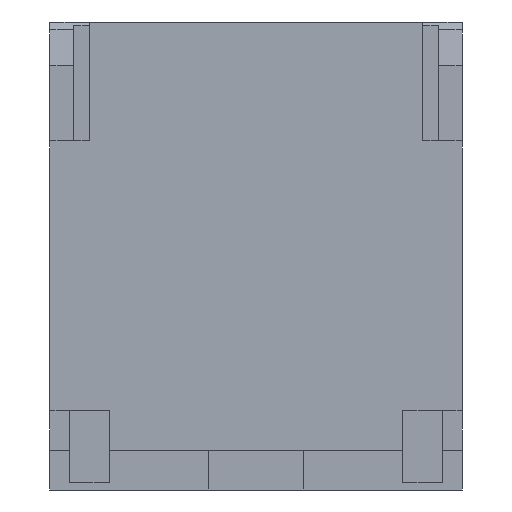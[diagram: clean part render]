
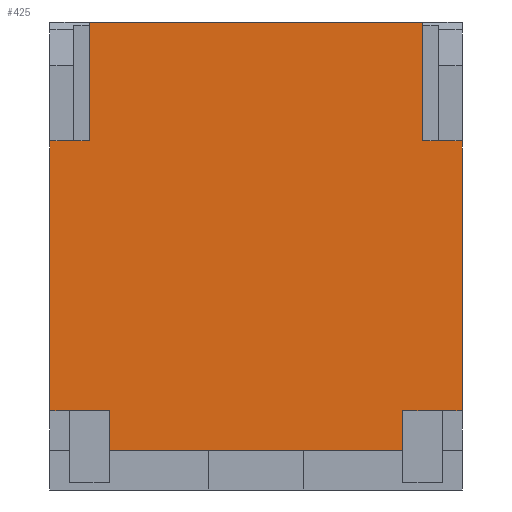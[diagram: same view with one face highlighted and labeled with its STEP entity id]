
A CAD part, front view. The second image highlights one B-rep face of the part: STEP entity #425.
In plain terms, the highlighted planar face has unit normal (0, -1, 0).
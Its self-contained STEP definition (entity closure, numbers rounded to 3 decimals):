
#14 = VERTEX_POINT ( 'NONE', #936 ) ;
#30 = ORIENTED_EDGE ( 'NONE', *, *, #3855, .T. ) ;
#41 = EDGE_CURVE ( 'NONE', #877, #14, #996, .T. ) ;
#291 = EDGE_CURVE ( 'NONE', #294, #295, #1742, .T. ) ;
#292 = VERTEX_POINT ( 'NONE', #1794 ) ;
#293 = EDGE_CURVE ( 'NONE', #598, #294, #1793, .T. ) ;
#294 = VERTEX_POINT ( 'NONE', #1789 ) ;
#295 = VERTEX_POINT ( 'NONE', #1788 ) ;
#296 = ORIENTED_EDGE ( 'NONE', *, *, #291, .T. ) ;
#297 = ORIENTED_EDGE ( 'NONE', *, *, #298, .T. ) ;
#298 = EDGE_CURVE ( 'NONE', #295, #292, #1787, .T. ) ;
#335 = EDGE_CURVE ( 'NONE', #336, #396, #1904, .T. ) ;
#336 = VERTEX_POINT ( 'NONE', #1900 ) ;
#396 = VERTEX_POINT ( 'NONE', #1988 ) ;
#424 = VERTEX_POINT ( 'NONE', #2014 ) ;
#425 = ADVANCED_FACE ( 'NONE', ( #2013 ), #2057, .T. ) ;
#427 = EDGE_CURVE ( 'NONE', #432, #424, #2048, .T. ) ;
#432 = VERTEX_POINT ( 'NONE', #2095 ) ;
#438 = VERTEX_POINT ( 'NONE', #2135 ) ;
#457 = EDGE_LOOP ( 'NONE', ( #534, #532, #531, #533, #670, #525, #610, #608, #594, #593, #599, #296, #297, #878, #874, #30, #3897, #3884 ) ) ;
#525 = ORIENTED_EDGE ( 'NONE', *, *, #526, .T. ) ;
#526 = EDGE_CURVE ( 'NONE', #672, #527, #2317, .T. ) ;
#527 = VERTEX_POINT ( 'NONE', #2313 ) ;
#531 = ORIENTED_EDGE ( 'NONE', *, *, #535, .T. ) ;
#532 = ORIENTED_EDGE ( 'NONE', *, *, #427, .T. ) ;
#533 = ORIENTED_EDGE ( 'NONE', *, *, #673, .T. ) ;
#534 = ORIENTED_EDGE ( 'NONE', *, *, #536, .T. ) ;
#535 = EDGE_CURVE ( 'NONE', #424, #438, #2367, .T. ) ;
#536 = EDGE_CURVE ( 'NONE', #396, #432, #2363, .T. ) ;
#538 = EDGE_CURVE ( 'NONE', #539, #550, #2359, .T. ) ;
#539 = VERTEX_POINT ( 'NONE', #2355 ) ;
#550 = VERTEX_POINT ( 'NONE', #2394 ) ;
#591 = VERTEX_POINT ( 'NONE', #2537 ) ;
#593 = ORIENTED_EDGE ( 'NONE', *, *, #605, .T. ) ;
#594 = ORIENTED_EDGE ( 'NONE', *, *, #538, .T. ) ;
#598 = VERTEX_POINT ( 'NONE', #2588 ) ;
#599 = ORIENTED_EDGE ( 'NONE', *, *, #293, .T. ) ;
#605 = EDGE_CURVE ( 'NONE', #550, #598, #2624, .T. ) ;
#606 = EDGE_CURVE ( 'NONE', #607, #539, #2620, .T. ) ;
#607 = VERTEX_POINT ( 'NONE', #2616 ) ;
#608 = ORIENTED_EDGE ( 'NONE', *, *, #606, .T. ) ;
#609 = EDGE_CURVE ( 'NONE', #527, #607, #2615, .T. ) ;
#610 = ORIENTED_EDGE ( 'NONE', *, *, #609, .T. ) ;
#670 = ORIENTED_EDGE ( 'NONE', *, *, #671, .T. ) ;
#671 = EDGE_CURVE ( 'NONE', #591, #672, #2792, .T. ) ;
#672 = VERTEX_POINT ( 'NONE', #2788 ) ;
#673 = EDGE_CURVE ( 'NONE', #438, #591, #2786, .T. ) ;
#874 = ORIENTED_EDGE ( 'NONE', *, *, #41, .T. ) ;
#876 = EDGE_CURVE ( 'NONE', #292, #877, #3285, .T. ) ;
#877 = VERTEX_POINT ( 'NONE', #3281 ) ;
#878 = ORIENTED_EDGE ( 'NONE', *, *, #876, .T. ) ;
#936 = CARTESIAN_POINT ( 'NONE',  ( 2.1, -2.08, 2.5 ) ) ;
#993 = DIRECTION ( 'NONE',  ( -1., 0., 0. ) ) ;
#994 = VECTOR ( 'NONE', #993, 1000. ) ;
#995 = CARTESIAN_POINT ( 'NONE',  ( -2.6, -2.08, 2.5 ) ) ;
#996 = LINE ( 'NONE', #995, #994 ) ;
#1741 = CARTESIAN_POINT ( 'NONE',  ( 2.475, -2.08, -0.9 ) ) ;
#1742 = LINE ( 'NONE', #1741, #1796 ) ;
#1784 = DIRECTION ( 'NONE',  ( 0., 0., 1. ) ) ;
#1785 = VECTOR ( 'NONE', #1784, 1000. ) ;
#1786 = CARTESIAN_POINT ( 'NONE',  ( 2.6, -2.08, 1.3 ) ) ;
#1787 = LINE ( 'NONE', #1786, #1785 ) ;
#1788 = CARTESIAN_POINT ( 'NONE',  ( 2.6, -2.08, -0.9 ) ) ;
#1789 = CARTESIAN_POINT ( 'NONE',  ( 2.35, -2.08, -0.9 ) ) ;
#1790 = DIRECTION ( 'NONE',  ( 1., 0., 0. ) ) ;
#1791 = VECTOR ( 'NONE', #1790, 1000. ) ;
#1792 = CARTESIAN_POINT ( 'NONE',  ( 0., -2.08, -0.9 ) ) ;
#1793 = LINE ( 'NONE', #1792, #1791 ) ;
#1794 = CARTESIAN_POINT ( 'NONE',  ( 2.6, -2.08, 2.5 ) ) ;
#1795 = DIRECTION ( 'NONE',  ( 1., 0., 0. ) ) ;
#1796 = VECTOR ( 'NONE', #1795, 1000. ) ;
#1900 = CARTESIAN_POINT ( 'NONE',  ( 2.1, -2.08, 4. ) ) ;
#1901 = DIRECTION ( 'NONE',  ( -1., 0., 0. ) ) ;
#1902 = VECTOR ( 'NONE', #1901, 1000. ) ;
#1903 = CARTESIAN_POINT ( 'NONE',  ( 0., -2.08, 4. ) ) ;
#1904 = LINE ( 'NONE', #1903, #1902 ) ;
#1988 = CARTESIAN_POINT ( 'NONE',  ( -2.1, -2.08, 4. ) ) ;
#2013 = FACE_OUTER_BOUND ( 'NONE', #457, .T. ) ;
#2014 = CARTESIAN_POINT ( 'NONE',  ( -2.1, -2.08, 2.5 ) ) ;
#2045 = DIRECTION ( 'NONE',  ( 0., 0., -1. ) ) ;
#2046 = VECTOR ( 'NONE', #2045, 1000. ) ;
#2047 = CARTESIAN_POINT ( 'NONE',  ( -2.1, -2.08, 1.3 ) ) ;
#2048 = LINE ( 'NONE', #2047, #2046 ) ;
#2053 = DIRECTION ( 'NONE',  ( 0., 0., -1. ) ) ;
#2054 = DIRECTION ( 'NONE',  ( 0., -1., 0. ) ) ;
#2055 = CARTESIAN_POINT ( 'NONE',  ( -2.6, -2.08, 4. ) ) ;
#2056 = AXIS2_PLACEMENT_3D ( 'NONE', #2055, #2054, #2053 ) ;
#2057 = PLANE ( 'NONE',  #2056 ) ;
#2095 = CARTESIAN_POINT ( 'NONE',  ( -2.1, -2.08, 3.95 ) ) ;
#2135 = CARTESIAN_POINT ( 'NONE',  ( -2.3, -2.08, 2.5 ) ) ;
#2313 = CARTESIAN_POINT ( 'NONE',  ( -2.35, -2.08, -0.9 ) ) ;
#2314 = DIRECTION ( 'NONE',  ( 1., 0., 0. ) ) ;
#2315 = VECTOR ( 'NONE', #2314, 1000. ) ;
#2316 = CARTESIAN_POINT ( 'NONE',  ( -2.475, -2.08, -0.9 ) ) ;
#2317 = LINE ( 'NONE', #2316, #2315 ) ;
#2355 = CARTESIAN_POINT ( 'NONE',  ( -1.85, -2.08, -1.4 ) ) ;
#2356 = DIRECTION ( 'NONE',  ( 1., 0., 0. ) ) ;
#2357 = VECTOR ( 'NONE', #2356, 1000. ) ;
#2358 = CARTESIAN_POINT ( 'NONE',  ( 0., -2.08, -1.4 ) ) ;
#2359 = LINE ( 'NONE', #2358, #2357 ) ;
#2360 = DIRECTION ( 'NONE',  ( 0., 0., -1. ) ) ;
#2361 = VECTOR ( 'NONE', #2360, 1000. ) ;
#2362 = CARTESIAN_POINT ( 'NONE',  ( -2.1, -2.08, 1.3 ) ) ;
#2363 = LINE ( 'NONE', #2362, #2361 ) ;
#2364 = DIRECTION ( 'NONE',  ( -1., 0., 0. ) ) ;
#2365 = VECTOR ( 'NONE', #2364, 1000. ) ;
#2366 = CARTESIAN_POINT ( 'NONE',  ( -2.6, -2.08, 2.5 ) ) ;
#2367 = LINE ( 'NONE', #2366, #2365 ) ;
#2394 = CARTESIAN_POINT ( 'NONE',  ( 1.85, -2.08, -1.4 ) ) ;
#2537 = CARTESIAN_POINT ( 'NONE',  ( -2.6, -2.08, 2.5 ) ) ;
#2588 = CARTESIAN_POINT ( 'NONE',  ( 1.85, -2.08, -0.9 ) ) ;
#2612 = DIRECTION ( 'NONE',  ( 1., 0., 0. ) ) ;
#2613 = VECTOR ( 'NONE', #2612, 1000. ) ;
#2614 = CARTESIAN_POINT ( 'NONE',  ( 0., -2.08, -0.9 ) ) ;
#2615 = LINE ( 'NONE', #2614, #2613 ) ;
#2616 = CARTESIAN_POINT ( 'NONE',  ( -1.85, -2.08, -0.9 ) ) ;
#2617 = DIRECTION ( 'NONE',  ( 0., 0., -1. ) ) ;
#2618 = VECTOR ( 'NONE', #2617, 1000. ) ;
#2619 = CARTESIAN_POINT ( 'NONE',  ( -1.85, -2.08, 1.3 ) ) ;
#2620 = LINE ( 'NONE', #2619, #2618 ) ;
#2621 = DIRECTION ( 'NONE',  ( 0., 0., 1. ) ) ;
#2622 = VECTOR ( 'NONE', #2621, 1000. ) ;
#2623 = CARTESIAN_POINT ( 'NONE',  ( 1.85, -2.08, 1.3 ) ) ;
#2624 = LINE ( 'NONE', #2623, #2622 ) ;
#2783 = DIRECTION ( 'NONE',  ( -1., 0., 0. ) ) ;
#2784 = VECTOR ( 'NONE', #2783, 1000. ) ;
#2785 = CARTESIAN_POINT ( 'NONE',  ( 0., -2.08, 2.5 ) ) ;
#2786 = LINE ( 'NONE', #2785, #2784 ) ;
#2788 = CARTESIAN_POINT ( 'NONE',  ( -2.6, -2.08, -0.9 ) ) ;
#2789 = DIRECTION ( 'NONE',  ( 0., 0., -1. ) ) ;
#2790 = VECTOR ( 'NONE', #2789, 1000. ) ;
#2791 = CARTESIAN_POINT ( 'NONE',  ( -2.6, -2.08, 1.3 ) ) ;
#2792 = LINE ( 'NONE', #2791, #2790 ) ;
#3281 = CARTESIAN_POINT ( 'NONE',  ( 2.3, -2.08, 2.5 ) ) ;
#3282 = DIRECTION ( 'NONE',  ( -1., 0., 0. ) ) ;
#3283 = VECTOR ( 'NONE', #3282, 1000. ) ;
#3284 = CARTESIAN_POINT ( 'NONE',  ( 0., -2.08, 2.5 ) ) ;
#3285 = LINE ( 'NONE', #3284, #3283 ) ;
#3401 = DIRECTION ( 'NONE',  ( 0., 0., 1. ) ) ;
#3402 = VECTOR ( 'NONE', #3401, 1000. ) ;
#3403 = CARTESIAN_POINT ( 'NONE',  ( 2.1, -2.08, 4. ) ) ;
#3404 = LINE ( 'NONE', #3403, #3402 ) ;
#3514 = CARTESIAN_POINT ( 'NONE',  ( 2.1, -2.08, 3.95 ) ) ;
#3550 = DIRECTION ( 'NONE',  ( 0., 0., 1. ) ) ;
#3551 = VECTOR ( 'NONE', #3550, 1000. ) ;
#3552 = CARTESIAN_POINT ( 'NONE',  ( 2.1, -2.08, 1.3 ) ) ;
#3553 = LINE ( 'NONE', #3552, #3551 ) ;
#3806 = EDGE_CURVE ( 'NONE', #3843, #336, #3404, .T. ) ;
#3843 = VERTEX_POINT ( 'NONE', #3514 ) ;
#3855 = EDGE_CURVE ( 'NONE', #14, #3843, #3553, .T. ) ;
#3884 = ORIENTED_EDGE ( 'NONE', *, *, #335, .T. ) ;
#3897 = ORIENTED_EDGE ( 'NONE', *, *, #3806, .T. ) ;
